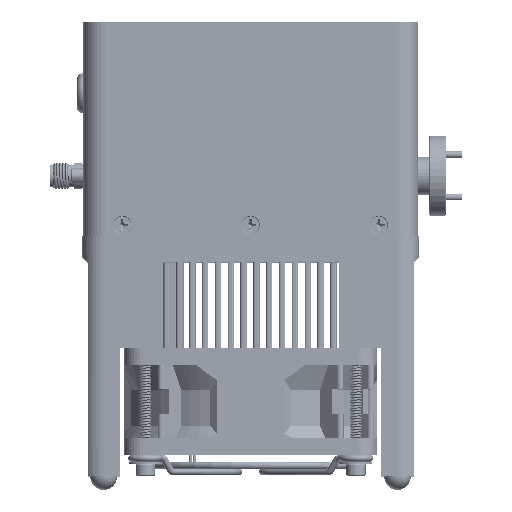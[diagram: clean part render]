
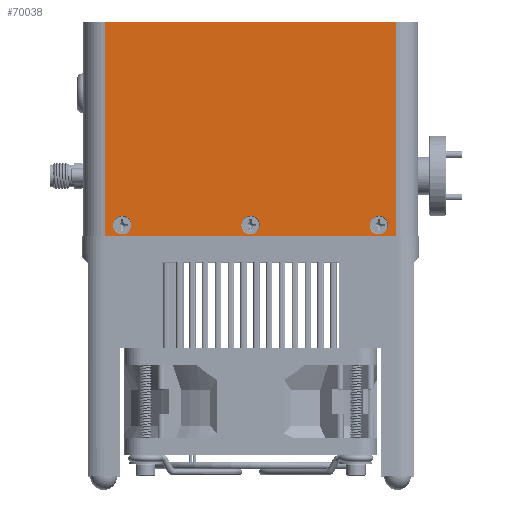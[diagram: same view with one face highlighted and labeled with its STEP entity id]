
A CAD part, top view. The second image highlights one B-rep face of the part: STEP entity #70038.
In plain terms, the highlighted planar face has unit normal (0, 0, 1).
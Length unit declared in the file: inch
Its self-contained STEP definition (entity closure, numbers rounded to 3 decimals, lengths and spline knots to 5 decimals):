
#3886 = AXIS2_PLACEMENT_3D ( 'NONE', #16669, #90746, #286795 ) ;
#7481 = CARTESIAN_POINT ( 'NONE',  ( -1.365, 2., 2.9889 ) ) ;
#13171 = LINE ( 'NONE', #83982, #58815 ) ;
#13577 = CIRCLE ( 'NONE', #121462, 0.086 ) ;
#16669 = CARTESIAN_POINT ( 'NONE',  ( 0., 0.1, 2.9889 ) ) ;
#20334 = LINE ( 'NONE', #245379, #68974 ) ;
#23642 = DIRECTION ( 'NONE',  ( 0., 0., 1. ) ) ;
#28841 = VERTEX_POINT ( 'NONE', #45155 ) ;
#29330 = CARTESIAN_POINT ( 'NONE',  ( 1.365, 2., 2.9889 ) ) ;
#31044 = EDGE_LOOP ( 'NONE', ( #190806, #104288 ) ) ;
#34733 = AXIS2_PLACEMENT_3D ( 'NONE', #171547, #130862, #277071 ) ;
#37492 = EDGE_LOOP ( 'NONE', ( #61073, #235137, #120305, #232682 ) ) ;
#45155 = CARTESIAN_POINT ( 'NONE',  ( -0.086, 0.1, 2.9889 ) ) ;
#45753 = AXIS2_PLACEMENT_3D ( 'NONE', #313281, #117151, #285989 ) ;
#47773 = CARTESIAN_POINT ( 'NONE',  ( 1.114, 0.1, 2.9889 ) ) ;
#51402 = VERTEX_POINT ( 'NONE', #7481 ) ;
#58805 = EDGE_LOOP ( 'NONE', ( #277097, #293360 ) ) ;
#58815 = VECTOR ( 'NONE', #112862, 39.37008 ) ;
#61073 = ORIENTED_EDGE ( 'NONE', *, *, #156640, .T. ) ;
#65044 = LINE ( 'NONE', #143713, #88937 ) ;
#68974 = VECTOR ( 'NONE', #266319, 39.37008 ) ;
#69645 = DIRECTION ( 'NONE',  ( 0., 0., 1. ) ) ;
#70038 = ADVANCED_FACE ( 'NONE', ( #244049, #261816, #118713, #215181 ), #316476, .F. ) ;
#75262 = LINE ( 'NONE', #173303, #115383 ) ;
#83982 = CARTESIAN_POINT ( 'NONE',  ( -1.365, 2., 2.9889 ) ) ;
#88937 = VECTOR ( 'NONE', #163159, 39.37008 ) ;
#90746 = DIRECTION ( 'NONE',  ( 0., 0., 1. ) ) ;
#91513 = VERTEX_POINT ( 'NONE', #265112 ) ;
#91795 = CARTESIAN_POINT ( 'NONE',  ( -1.365, 0., 2.9889 ) ) ;
#94849 = EDGE_CURVE ( 'NONE', #116031, #28841, #286278, .T. ) ;
#95085 = CARTESIAN_POINT ( 'NONE',  ( -1.2, 0.1, 2.9889 ) ) ;
#97745 = ORIENTED_EDGE ( 'NONE', *, *, #200416, .F. ) ;
#104288 = ORIENTED_EDGE ( 'NONE', *, *, #314159, .F. ) ;
#105873 = CARTESIAN_POINT ( 'NONE',  ( 1.2, 0.1, 2.9889 ) ) ;
#112563 = AXIS2_PLACEMENT_3D ( 'NONE', #105873, #129967, #252040 ) ;
#112862 = DIRECTION ( 'NONE',  ( 0., -1., 0. ) ) ;
#113627 = EDGE_LOOP ( 'NONE', ( #181605, #97745 ) ) ;
#115383 = VECTOR ( 'NONE', #271305, 39.37008 ) ;
#116031 = VERTEX_POINT ( 'NONE', #315779 ) ;
#117151 = DIRECTION ( 'NONE',  ( 0., 0., -1. ) ) ;
#118713 = FACE_OUTER_BOUND ( 'NONE', #37492, .T. ) ;
#120305 = ORIENTED_EDGE ( 'NONE', *, *, #270714, .F. ) ;
#121462 = AXIS2_PLACEMENT_3D ( 'NONE', #296960, #23642, #247069 ) ;
#129967 = DIRECTION ( 'NONE',  ( 0., 0., 1. ) ) ;
#130862 = DIRECTION ( 'NONE',  ( 0., 0., 1. ) ) ;
#136959 = VERTEX_POINT ( 'NONE', #91795 ) ;
#137307 = DIRECTION ( 'NONE',  ( 1., 0., 0. ) ) ;
#142555 = CIRCLE ( 'NONE', #3886, 0.086 ) ;
#143713 = CARTESIAN_POINT ( 'NONE',  ( 1.365, 2., 2.9889 ) ) ;
#148180 = VERTEX_POINT ( 'NONE', #29330 ) ;
#152719 = EDGE_CURVE ( 'NONE', #278876, #283544, #155602, .T. ) ;
#155602 = CIRCLE ( 'NONE', #196600, 0.086 ) ;
#156640 = EDGE_CURVE ( 'NONE', #136959, #217740, #75262, .T. ) ;
#163159 = DIRECTION ( 'NONE',  ( 1., 0., 0. ) ) ;
#171547 = CARTESIAN_POINT ( 'NONE',  ( 0., 0.1, 2.9889 ) ) ;
#173303 = CARTESIAN_POINT ( 'NONE',  ( 1.365, 0., 2.9889 ) ) ;
#179590 = CARTESIAN_POINT ( 'NONE',  ( 1.365, 0., 2.9889 ) ) ;
#181605 = ORIENTED_EDGE ( 'NONE', *, *, #94849, .F. ) ;
#190806 = ORIENTED_EDGE ( 'NONE', *, *, #152719, .F. ) ;
#194314 = EDGE_CURVE ( 'NONE', #51402, #136959, #13171, .T. ) ;
#196600 = AXIS2_PLACEMENT_3D ( 'NONE', #238422, #69645, #137307 ) ;
#200416 = EDGE_CURVE ( 'NONE', #28841, #116031, #142555, .T. ) ;
#215181 = FACE_BOUND ( 'NONE', #58805, .T. ) ;
#216907 = EDGE_CURVE ( 'NONE', #232752, #91513, #13577, .T. ) ;
#217740 = VERTEX_POINT ( 'NONE', #179590 ) ;
#220364 = DIRECTION ( 'NONE',  ( 1., 0., 0. ) ) ;
#221325 = CARTESIAN_POINT ( 'NONE',  ( 1.286, 0.1, 2.9889 ) ) ;
#229350 = CARTESIAN_POINT ( 'NONE',  ( -1.114, 0.1, 2.9889 ) ) ;
#232682 = ORIENTED_EDGE ( 'NONE', *, *, #194314, .T. ) ;
#232752 = VERTEX_POINT ( 'NONE', #229350 ) ;
#235137 = ORIENTED_EDGE ( 'NONE', *, *, #272803, .F. ) ;
#238422 = CARTESIAN_POINT ( 'NONE',  ( 1.2, 0.1, 2.9889 ) ) ;
#244049 = FACE_BOUND ( 'NONE', #113627, .T. ) ;
#245379 = CARTESIAN_POINT ( 'NONE',  ( 1.365, 2., 2.9889 ) ) ;
#247069 = DIRECTION ( 'NONE',  ( 1., 0., 0. ) ) ;
#252040 = DIRECTION ( 'NONE',  ( 1., 0., 0. ) ) ;
#255018 = AXIS2_PLACEMENT_3D ( 'NONE', #95085, #291170, #220364 ) ;
#261816 = FACE_BOUND ( 'NONE', #31044, .T. ) ;
#265112 = CARTESIAN_POINT ( 'NONE',  ( -1.286, 0.1, 2.9889 ) ) ;
#266319 = DIRECTION ( 'NONE',  ( 0., -1., 0. ) ) ;
#270714 = EDGE_CURVE ( 'NONE', #51402, #148180, #65044, .T. ) ;
#271305 = DIRECTION ( 'NONE',  ( 1., 0., 0. ) ) ;
#272803 = EDGE_CURVE ( 'NONE', #148180, #217740, #20334, .T. ) ;
#277071 = DIRECTION ( 'NONE',  ( 1., 0., 0. ) ) ;
#277097 = ORIENTED_EDGE ( 'NONE', *, *, #216907, .F. ) ;
#278876 = VERTEX_POINT ( 'NONE', #221325 ) ;
#283544 = VERTEX_POINT ( 'NONE', #47773 ) ;
#285989 = DIRECTION ( 'NONE',  ( -1., 0., 0. ) ) ;
#286278 = CIRCLE ( 'NONE', #34733, 0.086 ) ;
#286795 = DIRECTION ( 'NONE',  ( 1., 0., 0. ) ) ;
#291170 = DIRECTION ( 'NONE',  ( 0., 0., 1. ) ) ;
#293360 = ORIENTED_EDGE ( 'NONE', *, *, #294972, .F. ) ;
#294972 = EDGE_CURVE ( 'NONE', #91513, #232752, #316578, .T. ) ;
#296960 = CARTESIAN_POINT ( 'NONE',  ( -1.2, 0.1, 2.9889 ) ) ;
#312900 = CIRCLE ( 'NONE', #112563, 0.086 ) ;
#313281 = CARTESIAN_POINT ( 'NONE',  ( 1.365, 2., 2.9889 ) ) ;
#314159 = EDGE_CURVE ( 'NONE', #283544, #278876, #312900, .T. ) ;
#315779 = CARTESIAN_POINT ( 'NONE',  ( 0.086, 0.1, 2.9889 ) ) ;
#316476 = PLANE ( 'NONE',  #45753 ) ;
#316578 = CIRCLE ( 'NONE', #255018, 0.086 ) ;
